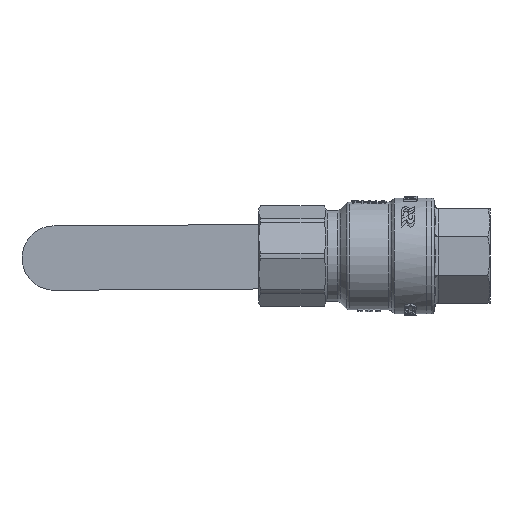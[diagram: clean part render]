
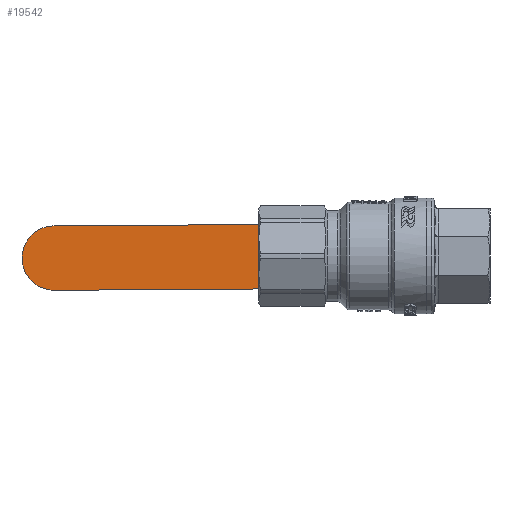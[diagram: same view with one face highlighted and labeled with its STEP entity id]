
A CAD part, front view. The second image highlights one B-rep face of the part: STEP entity #19542.
In plain terms, the highlighted planar face has unit normal (0, -1, 0).
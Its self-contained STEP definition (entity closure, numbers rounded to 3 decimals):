
#1006=PLANE('',#21003);
#2207=FACE_OUTER_BOUND('',#3341,.T.);
#3341=EDGE_LOOP('',(#17026,#17027,#17028,#17029));
#3796=CIRCLE('',#21004,8.5);
#5985=LINE('',#44051,#7399);
#5988=LINE('',#44062,#7402);
#5990=LINE('',#44065,#7404);
#7399=VECTOR('',#24692,10.);
#7402=VECTOR('',#24703,10.);
#7404=VECTOR('',#24707,10.);
#9110=VERTEX_POINT('',#44048);
#9111=VERTEX_POINT('',#44050);
#9114=VERTEX_POINT('',#44059);
#9115=VERTEX_POINT('',#44061);
#11773=EDGE_CURVE('',#9110,#9111,#5985,.T.);
#11779=EDGE_CURVE('',#9114,#9115,#5988,.T.);
#11781=EDGE_CURVE('',#9111,#9114,#5990,.T.);
#11783=EDGE_CURVE('',#9115,#9110,#3796,.F.);
#17026=ORIENTED_EDGE('',*,*,#11781,.F.);
#17027=ORIENTED_EDGE('',*,*,#11773,.F.);
#17028=ORIENTED_EDGE('',*,*,#11783,.F.);
#17029=ORIENTED_EDGE('',*,*,#11779,.F.);
#19542=ADVANCED_FACE('',(#2207),#1006,.T.);
#21003=AXIS2_PLACEMENT_3D('',#44067,#24709,#24710);
#21004=AXIS2_PLACEMENT_3D('',#44068,#24711,#24712);
#24692=DIRECTION('',(-1.,0.,0.));
#24703=DIRECTION('',(1.,0.,0.));
#24707=DIRECTION('',(0.,0.,1.));
#24709=DIRECTION('center_axis',(0.,-1.,0.));
#24710=DIRECTION('ref_axis',(1.,0.,0.));
#24711=DIRECTION('center_axis',(0.,-1.,0.));
#24712=DIRECTION('ref_axis',(0.707,0.,0.707));
#44048=CARTESIAN_POINT('',(84.5,9.5,-8.5));
#44050=CARTESIAN_POINT('',(23.607,9.5,-8.5));
#44051=CARTESIAN_POINT('',(33.768,9.5,-8.5));
#44059=CARTESIAN_POINT('',(23.607,9.5,8.5));
#44061=CARTESIAN_POINT('',(84.5,9.5,8.5));
#44062=CARTESIAN_POINT('',(33.768,9.5,8.5));
#44065=CARTESIAN_POINT('',(23.607,9.5,0.));
#44067=CARTESIAN_POINT('Origin',(21.536,9.5,0.));
#44068=CARTESIAN_POINT('Origin',(84.5,9.5,0.));
